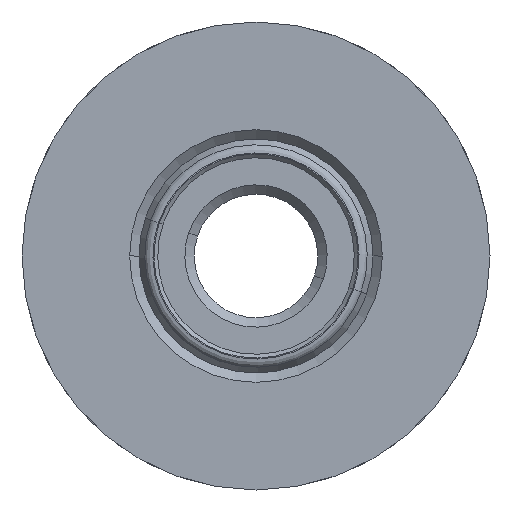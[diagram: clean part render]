
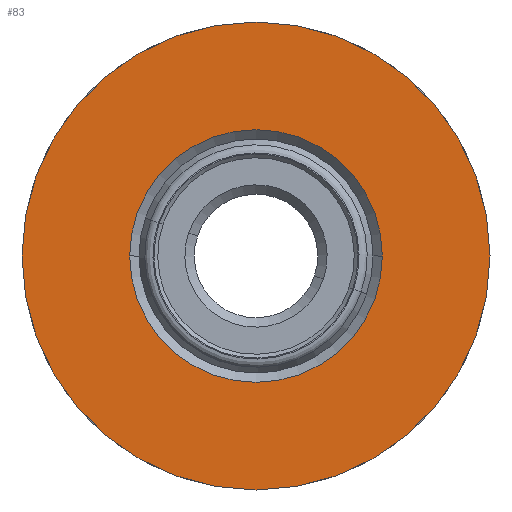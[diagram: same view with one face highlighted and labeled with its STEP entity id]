
A CAD part, front view. The second image highlights one B-rep face of the part: STEP entity #83.
In plain terms, the highlighted planar face has unit normal (0, -1, 0).
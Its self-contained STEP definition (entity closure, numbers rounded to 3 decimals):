
#83 = ADVANCED_FACE ( 'NONE', ( #624, #1412 ), #556, .F. ) ;
#333 = ORIENTED_EDGE ( 'NONE', *, *, #2336, .F. ) ;
#439 = AXIS2_PLACEMENT_3D ( 'NONE', #1406, #1609, #1812 ) ;
#556 = PLANE ( 'NONE',  #1520 ) ;
#562 = DIRECTION ( 'NONE',  ( -1., 0., 0. ) ) ;
#624 = FACE_BOUND ( 'NONE', #829, .T. ) ;
#829 = EDGE_LOOP ( 'NONE', ( #1304, #924 ) ) ;
#831 = CARTESIAN_POINT ( 'NONE',  ( 0., -24.823, 0. ) ) ;
#855 = AXIS2_PLACEMENT_3D ( 'NONE', #2387, #1588, #1571 ) ;
#924 = ORIENTED_EDGE ( 'NONE', *, *, #2189, .T. ) ;
#941 = CIRCLE ( 'NONE', #1526, 12.5 ) ;
#1047 = DIRECTION ( 'NONE',  ( -1., 0., 0. ) ) ;
#1304 = ORIENTED_EDGE ( 'NONE', *, *, #1799, .T. ) ;
#1307 = CARTESIAN_POINT ( 'NONE',  ( -6.75, -24.823, 0. ) ) ;
#1341 = CIRCLE ( 'NONE', #2067, 12.5 ) ;
#1400 = CARTESIAN_POINT ( 'NONE',  ( 6.75, -24.823, 0. ) ) ;
#1406 = CARTESIAN_POINT ( 'NONE',  ( 0., -24.823, 0. ) ) ;
#1412 = FACE_OUTER_BOUND ( 'NONE', #1644, .T. ) ;
#1480 = ORIENTED_EDGE ( 'NONE', *, *, #2256, .F. ) ;
#1520 = AXIS2_PLACEMENT_3D ( 'NONE', #1558, #1767, #562 ) ;
#1526 = AXIS2_PLACEMENT_3D ( 'NONE', #831, #2247, #1047 ) ;
#1535 = CIRCLE ( 'NONE', #439, 6.75 ) ;
#1558 = CARTESIAN_POINT ( 'NONE',  ( 6.25, -24.823, 0. ) ) ;
#1571 = DIRECTION ( 'NONE',  ( -1., 0., 0. ) ) ;
#1588 = DIRECTION ( 'NONE',  ( 0., 1., 0. ) ) ;
#1609 = DIRECTION ( 'NONE',  ( 0., 1., 0. ) ) ;
#1629 = DIRECTION ( 'NONE',  ( 0., 1., 0. ) ) ;
#1644 = EDGE_LOOP ( 'NONE', ( #1480, #333 ) ) ;
#1707 = VERTEX_POINT ( 'NONE', #2211 ) ;
#1767 = DIRECTION ( 'NONE',  ( 0., 1., 0. ) ) ;
#1770 = CARTESIAN_POINT ( 'NONE',  ( 12.5, -24.823, 0. ) ) ;
#1799 = EDGE_CURVE ( 'NONE', #2327, #2084, #1535, .T. ) ;
#1812 = DIRECTION ( 'NONE',  ( -1., 0., 0. ) ) ;
#2067 = AXIS2_PLACEMENT_3D ( 'NONE', #2236, #1629, #2435 ) ;
#2084 = VERTEX_POINT ( 'NONE', #1307 ) ;
#2189 = EDGE_CURVE ( 'NONE', #2084, #2327, #2257, .T. ) ;
#2211 = CARTESIAN_POINT ( 'NONE',  ( -12.5, -24.823, 0. ) ) ;
#2236 = CARTESIAN_POINT ( 'NONE',  ( 0., -24.823, 0. ) ) ;
#2247 = DIRECTION ( 'NONE',  ( 0., 1., 0. ) ) ;
#2256 = EDGE_CURVE ( 'NONE', #1707, #2353, #941, .T. ) ;
#2257 = CIRCLE ( 'NONE', #855, 6.75 ) ;
#2327 = VERTEX_POINT ( 'NONE', #1400 ) ;
#2336 = EDGE_CURVE ( 'NONE', #2353, #1707, #1341, .T. ) ;
#2353 = VERTEX_POINT ( 'NONE', #1770 ) ;
#2387 = CARTESIAN_POINT ( 'NONE',  ( 0., -24.823, 0. ) ) ;
#2435 = DIRECTION ( 'NONE',  ( -1., 0., 0. ) ) ;
